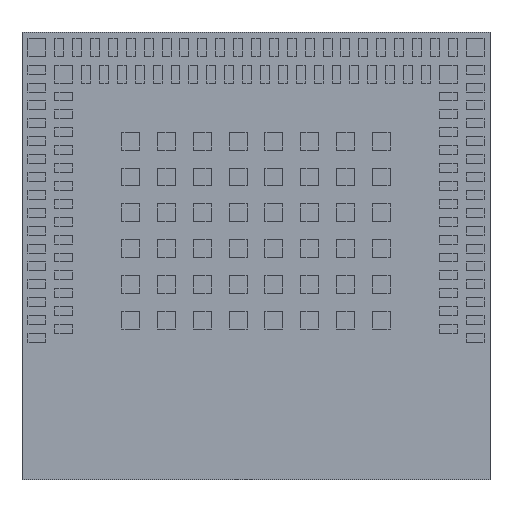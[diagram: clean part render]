
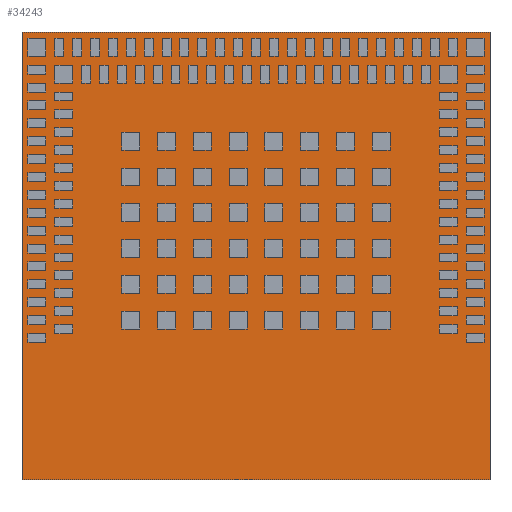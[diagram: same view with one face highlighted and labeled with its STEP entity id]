
A CAD part, front view. The second image highlights one B-rep face of the part: STEP entity #34243.
In plain terms, the highlighted planar face has unit normal (0, -1, 0).
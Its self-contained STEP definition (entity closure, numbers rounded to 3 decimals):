
#156 = PLANE ( 'NONE',  #15420 ) ;
#345 = VERTEX_POINT ( 'NONE', #10068 ) ;
#804 = VERTEX_POINT ( 'NONE', #15300 ) ;
#924 = VERTEX_POINT ( 'NONE', #8784 ) ;
#2599 = LINE ( 'NONE', #27982, #23664 ) ;
#3181 = DIRECTION ( 'NONE',  ( 1., 0., 0. ) ) ;
#3444 = CARTESIAN_POINT ( 'NONE',  ( 15.7, -0.7, 0. ) ) ;
#4784 = LINE ( 'NONE', #3444, #6755 ) ;
#6755 = VECTOR ( 'NONE', #29167, 1000. ) ;
#7831 = ORIENTED_EDGE ( 'NONE', *, *, #28109, .F. ) ;
#8784 = CARTESIAN_POINT ( 'NONE',  ( 0., -0.7, -15. ) ) ;
#10068 = CARTESIAN_POINT ( 'NONE',  ( 0., -0.7, 0. ) ) ;
#10852 = FACE_OUTER_BOUND ( 'NONE', #12232, .T. ) ;
#10910 = LINE ( 'NONE', #34530, #16134 ) ;
#11444 = DIRECTION ( 'NONE',  ( 0., 1., 0. ) ) ;
#12232 = EDGE_LOOP ( 'NONE', ( #30472, #26059, #7831, #28463 ) ) ;
#14024 = CARTESIAN_POINT ( 'NONE',  ( 15.7, -0.7, 0. ) ) ;
#14237 = DIRECTION ( 'NONE',  ( 1., 0., 0. ) ) ;
#14650 = EDGE_CURVE ( 'NONE', #345, #15784, #27560, .T. ) ;
#15300 = CARTESIAN_POINT ( 'NONE',  ( 15.7, -0.7, -15. ) ) ;
#15420 = AXIS2_PLACEMENT_3D ( 'NONE', #25521, #11444, #14237 ) ;
#15784 = VERTEX_POINT ( 'NONE', #14024 ) ;
#16134 = VECTOR ( 'NONE', #21032, 1000. ) ;
#16973 = DIRECTION ( 'NONE',  ( -1., 0., 0. ) ) ;
#20121 = VECTOR ( 'NONE', #3181, 1000. ) ;
#21032 = DIRECTION ( 'NONE',  ( 0., 0., 1. ) ) ;
#23664 = VECTOR ( 'NONE', #16973, 1000. ) ;
#25113 = EDGE_CURVE ( 'NONE', #924, #345, #10910, .T. ) ;
#25521 = CARTESIAN_POINT ( 'NONE',  ( 0., -0.7, 0. ) ) ;
#26059 = ORIENTED_EDGE ( 'NONE', *, *, #32163, .F. ) ;
#27560 = LINE ( 'NONE', #28311, #20121 ) ;
#27982 = CARTESIAN_POINT ( 'NONE',  ( 0., -0.7, -15. ) ) ;
#28109 = EDGE_CURVE ( 'NONE', #15784, #804, #4784, .T. ) ;
#28311 = CARTESIAN_POINT ( 'NONE',  ( 0., -0.7, 0. ) ) ;
#28463 = ORIENTED_EDGE ( 'NONE', *, *, #14650, .F. ) ;
#29167 = DIRECTION ( 'NONE',  ( 0., 0., -1. ) ) ;
#30472 = ORIENTED_EDGE ( 'NONE', *, *, #25113, .F. ) ;
#32163 = EDGE_CURVE ( 'NONE', #804, #924, #2599, .T. ) ;
#34243 = ADVANCED_FACE ( 'NONE', ( #10852 ), #156, .F. ) ;
#34530 = CARTESIAN_POINT ( 'NONE',  ( 0., -0.7, 0. ) ) ;
